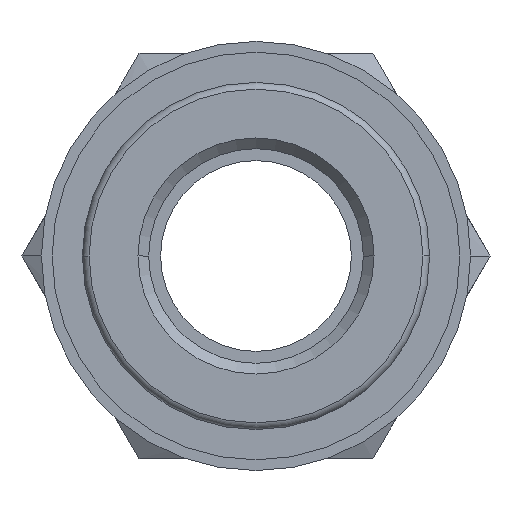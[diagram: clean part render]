
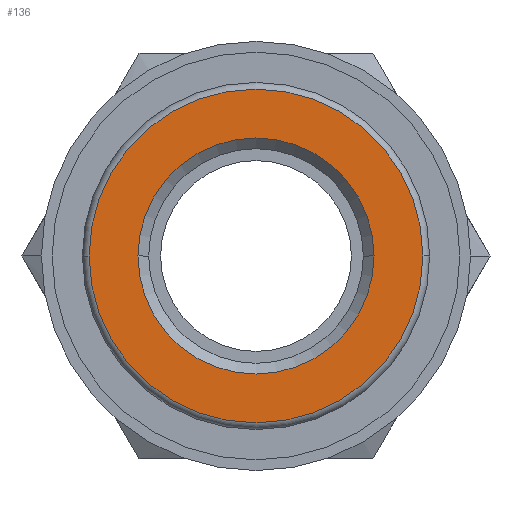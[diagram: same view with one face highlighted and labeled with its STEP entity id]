
A CAD part, front view. The second image highlights one B-rep face of the part: STEP entity #136.
In plain terms, the highlighted planar face has unit normal (0, -1, 0).
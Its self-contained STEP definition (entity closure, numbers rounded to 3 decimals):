
#136=ADVANCED_FACE('',(#296,#297),#298,.T.);
#296=FACE_BOUND('',#481,.T.);
#297=FACE_OUTER_BOUND('',#482,.T.);
#298=PLANE('',#483);
#481=EDGE_LOOP('',(#799,#800));
#482=EDGE_LOOP('',(#801,#802));
#483=AXIS2_PLACEMENT_3D('',#803,#804,#805);
#799=ORIENTED_EDGE('',*,*,#1140,.T.);
#800=ORIENTED_EDGE('',*,*,#1141,.T.);
#801=ORIENTED_EDGE('',*,*,#1037,.T.);
#802=ORIENTED_EDGE('',*,*,#1125,.T.);
#803=CARTESIAN_POINT('',(0.0,0.0,0.0));
#804=DIRECTION('',(0.0,-1.0,0.0));
#805=DIRECTION('',(-1.0,0.0,0.0));
#1037=EDGE_CURVE('',#1210,#1215,#1217,.T.);
#1125=EDGE_CURVE('',#1215,#1210,#1353,.T.);
#1140=EDGE_CURVE('',#1370,#1371,#1372,.T.);
#1141=EDGE_CURVE('',#1371,#1370,#1373,.T.);
#1210=VERTEX_POINT('',#1454);
#1215=VERTEX_POINT('',#1460);
#1217=CIRCLE('',#1463,7.0);
#1353=CIRCLE('',#1745,7.0);
#1370=VERTEX_POINT('',#1762);
#1371=VERTEX_POINT('',#1763);
#1372=CIRCLE('',#1764,4.95);
#1373=CIRCLE('',#1765,4.95);
#1454=CARTESIAN_POINT('',(7.0,0.0,0.0));
#1460=CARTESIAN_POINT('',(-7.0,0.0,0.));
#1463=AXIS2_PLACEMENT_3D('',#1871,#1872,#1873);
#1745=AXIS2_PLACEMENT_3D('',#1989,#1990,#1991);
#1762=CARTESIAN_POINT('',(-4.95,0.0,0.));
#1763=CARTESIAN_POINT('',(4.95,0.0,0.));
#1764=AXIS2_PLACEMENT_3D('',#2016,#2017,#2018);
#1765=AXIS2_PLACEMENT_3D('',#2019,#2020,#2021);
#1871=CARTESIAN_POINT('',(0.0,0.0,0.0));
#1872=DIRECTION('',(0.0,-1.0,0.0));
#1873=DIRECTION('',(1.0,0.0,0.0));
#1989=CARTESIAN_POINT('',(0.0,0.0,0.0));
#1990=DIRECTION('',(0.0,-1.0,0.0));
#1991=DIRECTION('',(1.0,0.0,0.0));
#2016=CARTESIAN_POINT('',(0.0,0.0,0.0));
#2017=DIRECTION('',(-0.0,1.0,0.0));
#2018=DIRECTION('',(1.0,0.0,0.0));
#2019=CARTESIAN_POINT('',(0.0,0.0,0.0));
#2020=DIRECTION('',(-0.0,1.0,0.0));
#2021=DIRECTION('',(1.0,0.0,0.0));
